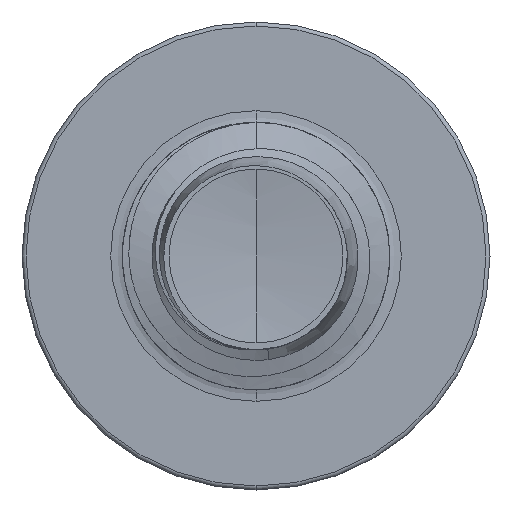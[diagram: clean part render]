
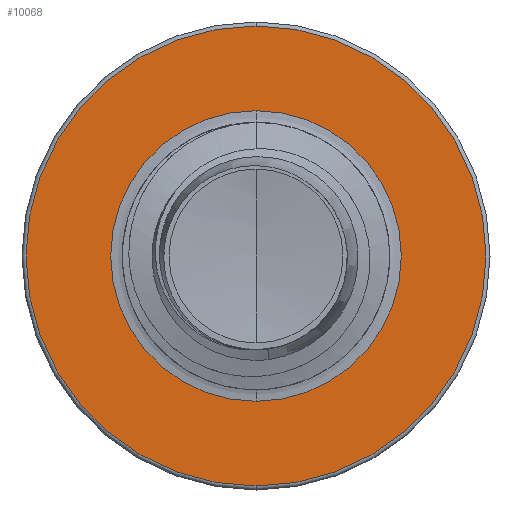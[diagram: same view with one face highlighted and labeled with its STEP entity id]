
A CAD part, front view. The second image highlights one B-rep face of the part: STEP entity #10068.
In plain terms, the highlighted planar face has unit normal (0, -1, 0).
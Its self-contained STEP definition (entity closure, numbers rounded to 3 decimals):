
#486 = CIRCLE ( 'NONE', #14864, 2.174 ) ;
#533 = CARTESIAN_POINT ( 'NONE',  ( 0., 9., 0. ) ) ;
#670 = AXIS2_PLACEMENT_3D ( 'NONE', #16199, #6266, #17728 ) ;
#796 = FACE_OUTER_BOUND ( 'NONE', #14586, .T. ) ;
#1488 = CIRCLE ( 'NONE', #11925, 3.44 ) ;
#1524 = CIRCLE ( 'NONE', #670, 2.174 ) ;
#2553 = DIRECTION ( 'NONE',  ( 0., 0., 1. ) ) ;
#2741 = CIRCLE ( 'NONE', #11270, 3.44 ) ;
#3028 = FACE_BOUND ( 'NONE', #17428, .T. ) ;
#3285 = VERTEX_POINT ( 'NONE', #14508 ) ;
#3774 = CARTESIAN_POINT ( 'NONE',  ( 0., 9., 2.174 ) ) ;
#4000 = EDGE_CURVE ( 'NONE', #3285, #5768, #2741, .T. ) ;
#4495 = DIRECTION ( 'NONE',  ( 0., 1., 0. ) ) ;
#4510 = AXIS2_PLACEMENT_3D ( 'NONE', #12632, #17214, #7506 ) ;
#5625 = PLANE ( 'NONE',  #4510 ) ;
#5746 = EDGE_CURVE ( 'NONE', #10242, #9697, #1524, .T. ) ;
#5768 = VERTEX_POINT ( 'NONE', #6187 ) ;
#5880 = EDGE_CURVE ( 'NONE', #5768, #3285, #1488, .T. ) ;
#6187 = CARTESIAN_POINT ( 'NONE',  ( 0., 9., -3.44 ) ) ;
#6266 = DIRECTION ( 'NONE',  ( 0., 1., 0. ) ) ;
#7506 = DIRECTION ( 'NONE',  ( 0., 0., 1. ) ) ;
#7584 = ORIENTED_EDGE ( 'NONE', *, *, #4000, .F. ) ;
#9697 = VERTEX_POINT ( 'NONE', #21768 ) ;
#9737 = ORIENTED_EDGE ( 'NONE', *, *, #5746, .T. ) ;
#10068 = ADVANCED_FACE ( 'NONE', ( #796, #3028 ), #5625, .F. ) ;
#10242 = VERTEX_POINT ( 'NONE', #3774 ) ;
#10399 = ORIENTED_EDGE ( 'NONE', *, *, #5880, .F. ) ;
#11098 = EDGE_CURVE ( 'NONE', #9697, #10242, #486, .T. ) ;
#11270 = AXIS2_PLACEMENT_3D ( 'NONE', #16873, #16937, #16871 ) ;
#11925 = AXIS2_PLACEMENT_3D ( 'NONE', #533, #13294, #2553 ) ;
#12632 = CARTESIAN_POINT ( 'NONE',  ( 0., 9., -2.174 ) ) ;
#13157 = ORIENTED_EDGE ( 'NONE', *, *, #11098, .T. ) ;
#13294 = DIRECTION ( 'NONE',  ( 0., 1., 0. ) ) ;
#14508 = CARTESIAN_POINT ( 'NONE',  ( 0., 9., 3.44 ) ) ;
#14586 = EDGE_LOOP ( 'NONE', ( #7584, #10399 ) ) ;
#14787 = CARTESIAN_POINT ( 'NONE',  ( 0., 9., 0. ) ) ;
#14864 = AXIS2_PLACEMENT_3D ( 'NONE', #14787, #4495, #16300 ) ;
#16199 = CARTESIAN_POINT ( 'NONE',  ( 0., 9., 0. ) ) ;
#16300 = DIRECTION ( 'NONE',  ( 0., 0., 1. ) ) ;
#16871 = DIRECTION ( 'NONE',  ( 0., 0., 1. ) ) ;
#16873 = CARTESIAN_POINT ( 'NONE',  ( 0., 9., 0. ) ) ;
#16937 = DIRECTION ( 'NONE',  ( 0., 1., 0. ) ) ;
#17214 = DIRECTION ( 'NONE',  ( 0., 1., 0. ) ) ;
#17428 = EDGE_LOOP ( 'NONE', ( #9737, #13157 ) ) ;
#17728 = DIRECTION ( 'NONE',  ( 0., 0., 1. ) ) ;
#21768 = CARTESIAN_POINT ( 'NONE',  ( 0., 9., -2.174 ) ) ;
